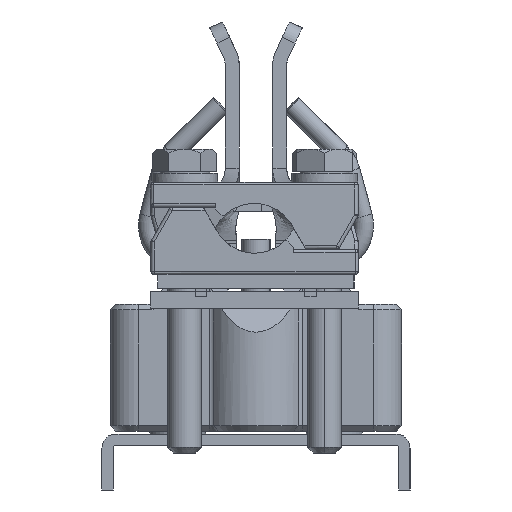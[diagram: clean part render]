
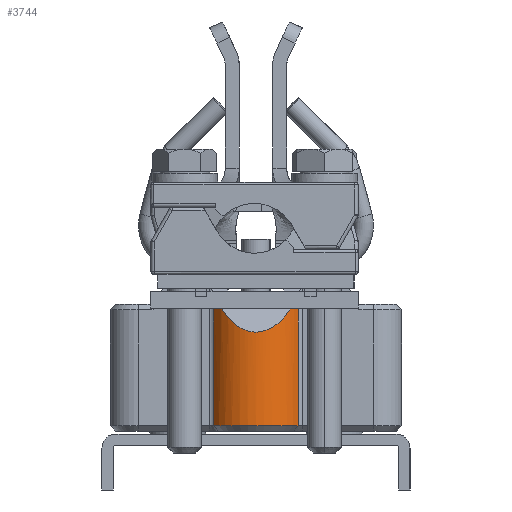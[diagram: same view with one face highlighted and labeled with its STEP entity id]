
A CAD part, front view. The second image highlights one B-rep face of the part: STEP entity #3744.
In plain terms, the highlighted cylindrical face has radius 9 mm (diameter 18 mm), a partial arc.
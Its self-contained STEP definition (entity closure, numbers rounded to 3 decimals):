
#1302=DIRECTION('',(0.,-1.,0.));
#1303=VECTOR('',#1302,23.721);
#1304=CARTESIAN_POINT('',(-7.516,25.221,17.95));
#1305=LINE('',#1304,#1303);
#1331=CARTESIAN_POINT('',(0.,1.5,13.));
#1332=DIRECTION('',(0.,1.,0.));
#1333=DIRECTION('',(-0.835,0.,0.55));
#1334=AXIS2_PLACEMENT_3D('',#1331,#1332,#1333);
#1339=CARTESIAN_POINT('',(0.,1.5,13.));
#1340=DIRECTION('',(0.,1.,0.));
#1341=DIRECTION('',(0.,0.,1.));
#1342=AXIS2_PLACEMENT_3D('',#1339,#1340,#1341);
#1354=CARTESIAN_POINT('',(-7.516,25.221,17.95));
#1355=CARTESIAN_POINT('',(-7.203,24.397,18.426));
#1356=CARTESIAN_POINT('',(-6.577,23.069,19.192));
#1357=CARTESIAN_POINT('',(-5.637,21.584,20.05));
#1358=CARTESIAN_POINT('',(-4.698,20.453,20.703));
#1359=CARTESIAN_POINT('',(-3.445,19.306,21.365));
#1360=CARTESIAN_POINT('',(-1.879,18.43,21.87));
#1361=CARTESIAN_POINT('',(0.,18.094,22.065));
#1362=CARTESIAN_POINT('',(1.879,18.43,21.87));
#1363=CARTESIAN_POINT('',(3.445,19.306,21.365));
#1364=CARTESIAN_POINT('',(4.698,20.453,20.703));
#1365=CARTESIAN_POINT('',(5.637,21.584,20.05));
#1366=CARTESIAN_POINT('',(6.577,23.069,19.192));
#1367=CARTESIAN_POINT('',(7.203,24.397,18.426));
#1368=CARTESIAN_POINT('',(7.516,25.221,17.95));
#1373=DIRECTION('',(0.,1.,0.));
#1374=VECTOR('',#1373,23.721);
#1375=CARTESIAN_POINT('',(7.516,1.5,17.95));
#1376=LINE('',#1375,#1374);
#1380=CARTESIAN_POINT('',(7.516,25.221,17.95));
#2263=VERTEX_POINT('',#1380);
#2264=VERTEX_POINT('',#1354);
#2321=CARTESIAN_POINT('',(-7.516,1.5,17.95));
#2322=VERTEX_POINT('',#2321);
#2323=CARTESIAN_POINT('',(0.,1.5,22.));
#2324=VERTEX_POINT('',#2323);
#2325=CARTESIAN_POINT('',(7.516,1.5,17.95));
#2326=VERTEX_POINT('',#2325);
#3731=CARTESIAN_POINT('',(0.,0.,13.));
#3732=DIRECTION('',(0.,1.,0.));
#3733=DIRECTION('',(1.,0.,0.));
#3734=AXIS2_PLACEMENT_3D('',#3731,#3732,#3733);
#3735=CYLINDRICAL_SURFACE('',#3734,9.);
#3736=ORIENTED_EDGE('',*,*,#3714,.F.);
#3737=ORIENTED_EDGE('',*,*,#3712,.F.);
#3738=ORIENTED_EDGE('',*,*,#3674,.F.);
#3739=ORIENTED_EDGE('',*,*,#3291,.T.);
#3741=ORIENTED_EDGE('',*,*,#3740,.F.);
#3742=EDGE_LOOP('',(#3736,#3737,#3738,#3739,#3741));
#3743=FACE_OUTER_BOUND('',#3742,.F.);
#1335=CIRCLE('',#1334,9.);
#1343=CIRCLE('',#1342,9.);
#1369=B_SPLINE_CURVE_WITH_KNOTS('',3,(#1354,#1355,#1356,#1357,#1358,#1359,#1360,
#1361,#1362,#1363,#1364,#1365,#1366,#1367,#1368),.UNSPECIFIED.,.F.,.F.,(4,1,1,1,
1,1,1,1,1,1,1,1,4),(0.,0.063,0.125,0.188,0.25,0.375,0.5,0.625,
0.75,0.813,0.875,0.938,1.),.UNSPECIFIED.);
#3291=EDGE_CURVE('',#2264,#2263,#1369,.T.);
#3674=EDGE_CURVE('',#2264,#2322,#1305,.T.);
#3712=EDGE_CURVE('',#2322,#2324,#1335,.T.);
#3714=EDGE_CURVE('',#2324,#2326,#1343,.T.);
#3740=EDGE_CURVE('',#2326,#2263,#1376,.T.);
#3744=ADVANCED_FACE('',(#3743),#3735,.T.);
